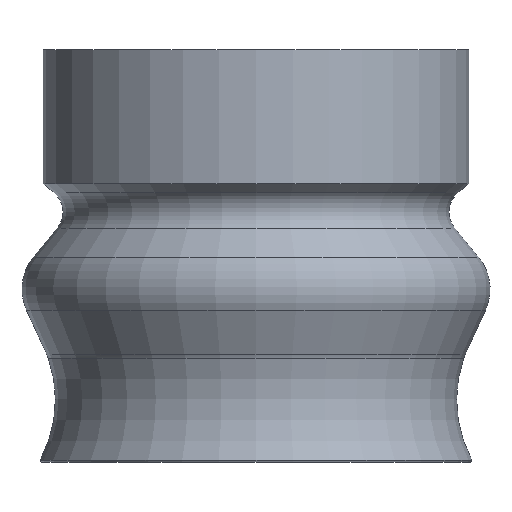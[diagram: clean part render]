
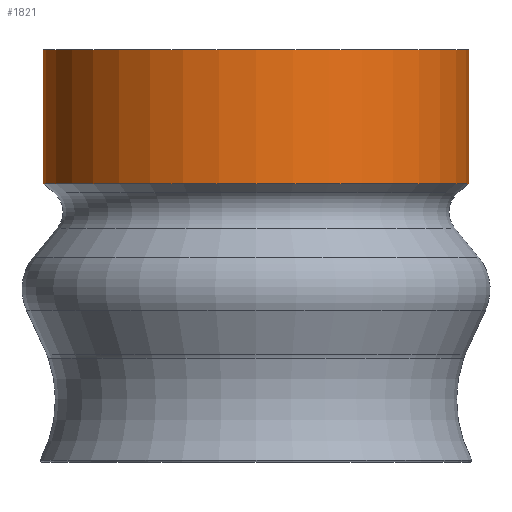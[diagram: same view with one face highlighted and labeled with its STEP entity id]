
A CAD part, left-side view. The second image highlights one B-rep face of the part: STEP entity #1821.
In plain terms, the highlighted cylindrical face has radius 16.85 mm (diameter 33.7 mm), a partial arc.
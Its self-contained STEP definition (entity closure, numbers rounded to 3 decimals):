
#612=CARTESIAN_POINT('',(0.,32.1,0.));
#613=DIRECTION('',(0.,1.,0.));
#614=DIRECTION('',(1.,0.,0.));
#615=AXIS2_PLACEMENT_3D('',#612,#613,#614);
#621=CARTESIAN_POINT('',(0.,21.5,0.));
#622=DIRECTION('',(0.,1.,0.));
#623=DIRECTION('',(1.,0.,0.));
#624=AXIS2_PLACEMENT_3D('',#621,#622,#623);
#626=DIRECTION('',(0.,1.,0.));
#627=VECTOR('',#626,10.6);
#628=CARTESIAN_POINT('',(16.85,21.5,0.));
#629=LINE('',#628,#627);
#630=DIRECTION('',(0.,-1.,0.));
#631=VECTOR('',#630,10.6);
#632=CARTESIAN_POINT('',(-16.85,32.1,0.));
#633=LINE('',#632,#631);
#833=CARTESIAN_POINT('',(16.85,32.1,0.));
#834=CARTESIAN_POINT('',(-16.85,32.1,0.));
#835=VERTEX_POINT('',#833);
#836=VERTEX_POINT('',#834);
#881=CARTESIAN_POINT('',(-16.85,21.5,0.));
#882=CARTESIAN_POINT('',(16.85,21.5,0.));
#883=VERTEX_POINT('',#881);
#884=VERTEX_POINT('',#882);
#1807=CARTESIAN_POINT('',(0.,-1.575,0.));
#1808=DIRECTION('',(0.,1.,0.));
#1809=DIRECTION('',(1.,0.,0.));
#1810=AXIS2_PLACEMENT_3D('',#1807,#1808,#1809);
#1811=CYLINDRICAL_SURFACE('',#1810,16.85);
#1813=ORIENTED_EDGE('',*,*,#1812,.F.);
#1815=ORIENTED_EDGE('',*,*,#1814,.T.);
#1816=ORIENTED_EDGE('',*,*,#1801,.T.);
#1818=ORIENTED_EDGE('',*,*,#1817,.T.);
#1819=EDGE_LOOP('',(#1813,#1815,#1816,#1818));
#1820=FACE_OUTER_BOUND('',#1819,.F.);
#616=CIRCLE('',#615,16.85);
#625=CIRCLE('',#624,16.85);
#1801=EDGE_CURVE('',#835,#836,#616,.T.);
#1812=EDGE_CURVE('',#884,#883,#625,.T.);
#1814=EDGE_CURVE('',#884,#835,#629,.T.);
#1817=EDGE_CURVE('',#836,#883,#633,.T.);
#1821=ADVANCED_FACE('',(#1820),#1811,.T.);
